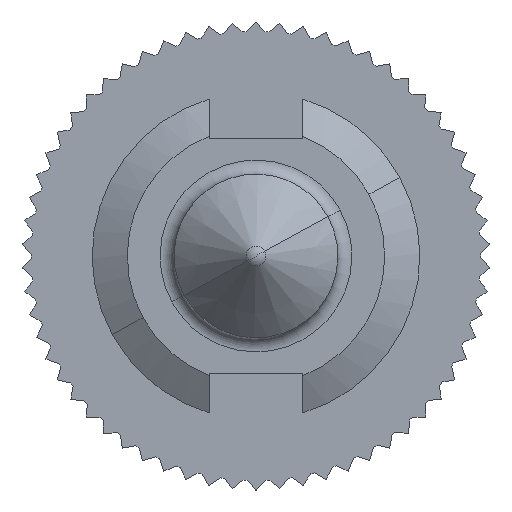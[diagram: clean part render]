
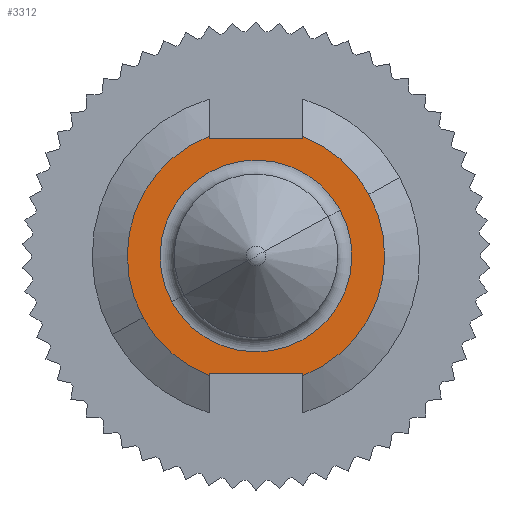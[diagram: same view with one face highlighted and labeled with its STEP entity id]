
A CAD part, front view. The second image highlights one B-rep face of the part: STEP entity #3312.
In plain terms, the highlighted planar face has unit normal (0, -1, 0).
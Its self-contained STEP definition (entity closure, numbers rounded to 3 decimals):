
#2755=CARTESIAN_POINT('Vertex',(-1.,-5.2,-2.5)) ;
#2758=CARTESIAN_POINT('Line Origine',(-1.,-5.2,-2.531)) ;
#2762=CARTESIAN_POINT('Vertex',(-1.,-5.2,-2.562)) ;
#2812=CARTESIAN_POINT('Line Origine',(1.,-5.2,-2.531)) ;
#2816=CARTESIAN_POINT('Vertex',(1.,-5.2,-2.562)) ;
#2818=CARTESIAN_POINT('Vertex',(1.,-5.2,-2.5)) ;
#2873=CARTESIAN_POINT('Line Origine',(0.,-5.2,-2.5)) ;
#2885=CARTESIAN_POINT('Line Origine',(-1.,-5.2,2.531)) ;
#2889=CARTESIAN_POINT('Vertex',(-1.,-5.2,2.562)) ;
#2891=CARTESIAN_POINT('Vertex',(-1.,-5.2,2.5)) ;
#2945=CARTESIAN_POINT('Vertex',(1.,-5.2,2.5)) ;
#2948=CARTESIAN_POINT('Line Origine',(1.,-5.2,2.531)) ;
#2952=CARTESIAN_POINT('Vertex',(1.,-5.2,2.562)) ;
#2997=CARTESIAN_POINT('Line Origine',(0.,-5.2,2.5)) ;
#3025=CARTESIAN_POINT('Vertex',(-2.413,-5.2,-1.318)) ;
#3028=CARTESIAN_POINT('Axis2P3D Location',(0.,-5.2,0.)) ;
#3040=CARTESIAN_POINT('Axis2P3D Location',(0.,-5.2,0.)) ;
#3044=CARTESIAN_POINT('Vertex',(2.413,-5.2,1.318)) ;
#3071=CARTESIAN_POINT('Axis2P3D Location',(0.,-5.2,0.)) ;
#3083=CARTESIAN_POINT('Axis2P3D Location',(0.,-5.2,0.)) ;
#3277=CARTESIAN_POINT('Axis2P3D Location',(2.75,-5.2,0.)) ;
#3294=CARTESIAN_POINT('Axis2P3D Location',(0.,-5.2,0.)) ;
#3298=CARTESIAN_POINT('Vertex',(1.799,-5.2,0.983)) ;
#3300=CARTESIAN_POINT('Vertex',(-1.799,-5.2,-0.983)) ;
#3303=CARTESIAN_POINT('Axis2P3D Location',(0.,-5.2,0.)) ;
#2760=VECTOR('Line Direction',#2759,1.) ;
#2814=VECTOR('Line Direction',#2813,1.) ;
#2875=VECTOR('Line Direction',#2874,1.) ;
#2887=VECTOR('Line Direction',#2886,1.) ;
#2950=VECTOR('Line Direction',#2949,1.) ;
#2999=VECTOR('Line Direction',#2998,1.) ;
#2759=DIRECTION('Vector Direction',(0.,0.,1.)) ;
#2813=DIRECTION('Vector Direction',(0.,0.,-1.)) ;
#2874=DIRECTION('Vector Direction',(-1.,0.,0.)) ;
#2886=DIRECTION('Vector Direction',(0.,0.,-1.)) ;
#2949=DIRECTION('Vector Direction',(0.,0.,1.)) ;
#2998=DIRECTION('Vector Direction',(-1.,0.,0.)) ;
#3029=DIRECTION('Axis2P3D Direction',(0.,1.,-0.)) ;
#3041=DIRECTION('Axis2P3D Direction',(0.,1.,-0.)) ;
#3072=DIRECTION('Axis2P3D Direction',(0.,1.,-0.)) ;
#3084=DIRECTION('Axis2P3D Direction',(0.,1.,-0.)) ;
#3278=DIRECTION('Axis2P3D Direction',(0.,-1.,0.)) ;
#3279=DIRECTION('Axis2P3D XDirection',(1.,0.,0.)) ;
#3295=DIRECTION('Axis2P3D Direction',(0.,-1.,0.)) ;
#3304=DIRECTION('Axis2P3D Direction',(0.,-1.,0.)) ;
#3030=AXIS2_PLACEMENT_3D('Circle Axis2P3D',#3028,#3029,$) ;
#3042=AXIS2_PLACEMENT_3D('Circle Axis2P3D',#3040,#3041,$) ;
#3073=AXIS2_PLACEMENT_3D('Circle Axis2P3D',#3071,#3072,$) ;
#3085=AXIS2_PLACEMENT_3D('Circle Axis2P3D',#3083,#3084,$) ;
#3280=AXIS2_PLACEMENT_3D('Plane Axis2P3D',#3277,#3278,#3279) ;
#3296=AXIS2_PLACEMENT_3D('Circle Axis2P3D',#3294,#3295,$) ;
#3305=AXIS2_PLACEMENT_3D('Circle Axis2P3D',#3303,#3304,$) ;
#2761=LINE('Line',#2758,#2760) ;
#2815=LINE('Line',#2812,#2814) ;
#2876=LINE('Line',#2873,#2875) ;
#2888=LINE('Line',#2885,#2887) ;
#2951=LINE('Line',#2948,#2950) ;
#3000=LINE('Line',#2997,#2999) ;
#3031=CIRCLE('generated circle',#3030,2.75) ;
#3043=CIRCLE('generated circle',#3042,2.75) ;
#3074=CIRCLE('generated circle',#3073,2.75) ;
#3086=CIRCLE('generated circle',#3085,2.75) ;
#3297=CIRCLE('generated circle',#3296,2.05) ;
#3306=CIRCLE('generated circle',#3305,2.05) ;
#3281=PLANE('',#3280) ;
#3311=FACE_BOUND('',#3308,.T.) ;
#2764=EDGE_CURVE('',#2756,#2763,#2761,.F.) ;
#2820=EDGE_CURVE('',#2817,#2819,#2815,.F.) ;
#2877=EDGE_CURVE('',#2819,#2756,#2876,.T.) ;
#2893=EDGE_CURVE('',#2890,#2892,#2888,.T.) ;
#2954=EDGE_CURVE('',#2946,#2953,#2951,.T.) ;
#3001=EDGE_CURVE('',#2892,#2946,#3000,.F.) ;
#3032=EDGE_CURVE('',#2890,#3026,#3031,.F.) ;
#3046=EDGE_CURVE('',#3045,#2953,#3043,.F.) ;
#3075=EDGE_CURVE('',#2817,#3045,#3074,.F.) ;
#3087=EDGE_CURVE('',#3026,#2763,#3086,.F.) ;
#3302=EDGE_CURVE('',#3299,#3301,#3297,.T.) ;
#3307=EDGE_CURVE('',#3301,#3299,#3306,.T.) ;
#3283=ORIENTED_EDGE('',*,*,#3075,.T.) ;
#3284=ORIENTED_EDGE('',*,*,#3046,.T.) ;
#3285=ORIENTED_EDGE('',*,*,#2954,.F.) ;
#3286=ORIENTED_EDGE('',*,*,#3001,.F.) ;
#3287=ORIENTED_EDGE('',*,*,#2893,.F.) ;
#3288=ORIENTED_EDGE('',*,*,#3032,.T.) ;
#3289=ORIENTED_EDGE('',*,*,#3087,.T.) ;
#3290=ORIENTED_EDGE('',*,*,#2764,.F.) ;
#3291=ORIENTED_EDGE('',*,*,#2877,.F.) ;
#3292=ORIENTED_EDGE('',*,*,#2820,.F.) ;
#3309=ORIENTED_EDGE('',*,*,#3302,.F.) ;
#3310=ORIENTED_EDGE('',*,*,#3307,.F.) ;
#3282=EDGE_LOOP('',(#3283,#3284,#3285,#3286,#3287,#3288,#3289,#3290,#3291,#3292)) ;
#3308=EDGE_LOOP('',(#3309,#3310)) ;
#2756=VERTEX_POINT('',#2755) ;
#2763=VERTEX_POINT('',#2762) ;
#2817=VERTEX_POINT('',#2816) ;
#2819=VERTEX_POINT('',#2818) ;
#2890=VERTEX_POINT('',#2889) ;
#2892=VERTEX_POINT('',#2891) ;
#2946=VERTEX_POINT('',#2945) ;
#2953=VERTEX_POINT('',#2952) ;
#3026=VERTEX_POINT('',#3025) ;
#3045=VERTEX_POINT('',#3044) ;
#3299=VERTEX_POINT('',#3298) ;
#3301=VERTEX_POINT('',#3300) ;
#3312=ADVANCED_FACE('PartBody',(#3293,#3311),#3281,.T.) ;
#3293=FACE_OUTER_BOUND('',#3282,.T.) ;
